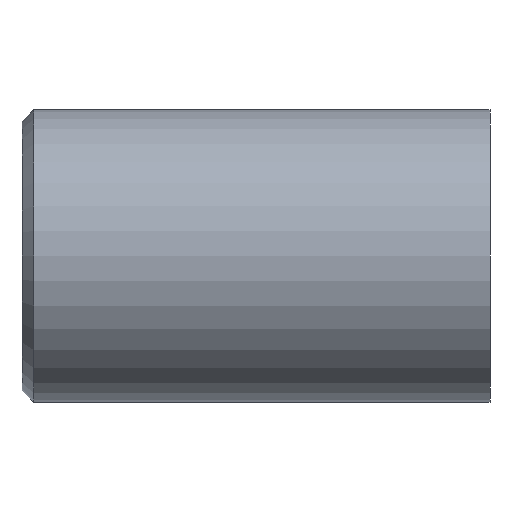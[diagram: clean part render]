
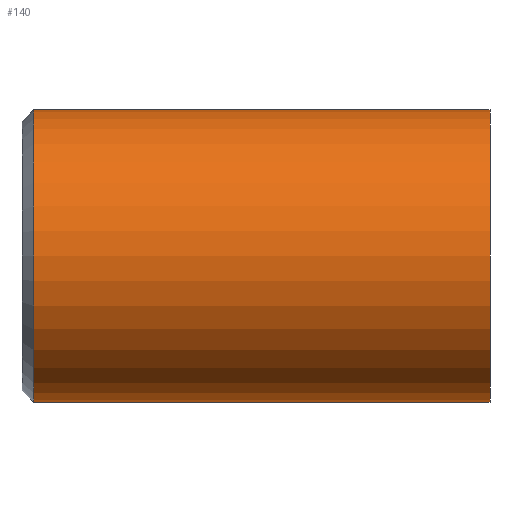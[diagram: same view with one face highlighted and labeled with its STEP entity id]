
A CAD part, left-side view. The second image highlights one B-rep face of the part: STEP entity #140.
In plain terms, the highlighted cylindrical face has radius 2.5 mm (diameter 5 mm), a partial arc.
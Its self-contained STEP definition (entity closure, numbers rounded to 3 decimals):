
#12 = CARTESIAN_POINT ( 'NONE',  ( 0., 7.8, 2.5 ) ) ;
#14 = VERTEX_POINT ( 'NONE', #104 ) ;
#44 = AXIS2_PLACEMENT_3D ( 'NONE', #294, #246, #276 ) ;
#46 = ORIENTED_EDGE ( 'NONE', *, *, #102, .T. ) ;
#49 = DIRECTION ( 'NONE',  ( 0., -1., 0. ) ) ;
#57 = CIRCLE ( 'NONE', #138, 2.5 ) ;
#61 = CARTESIAN_POINT ( 'NONE',  ( 0., 8., -2.5 ) ) ;
#71 = VERTEX_POINT ( 'NONE', #190 ) ;
#78 = VECTOR ( 'NONE', #296, 1000. ) ;
#92 = AXIS2_PLACEMENT_3D ( 'NONE', #245, #145, #107 ) ;
#102 = EDGE_CURVE ( 'NONE', #156, #14, #57, .T. ) ;
#104 = CARTESIAN_POINT ( 'NONE',  ( 0., 7.8, -2.5 ) ) ;
#106 = FACE_OUTER_BOUND ( 'NONE', #133, .T. ) ;
#107 = DIRECTION ( 'NONE',  ( 0., 0., -1. ) ) ;
#122 = CIRCLE ( 'NONE', #44, 2.5 ) ;
#124 = EDGE_CURVE ( 'NONE', #14, #71, #169, .T. ) ;
#127 = CARTESIAN_POINT ( 'NONE',  ( 0., 7.8, 0. ) ) ;
#133 = EDGE_LOOP ( 'NONE', ( #251, #46, #224, #220 ) ) ;
#138 = AXIS2_PLACEMENT_3D ( 'NONE', #127, #216, #266 ) ;
#140 = ADVANCED_FACE ( 'NONE', ( #106 ), #221, .T. ) ;
#145 = DIRECTION ( 'NONE',  ( 0., -1., 0. ) ) ;
#150 = CARTESIAN_POINT ( 'NONE',  ( 0., 0., 2.5 ) ) ;
#156 = VERTEX_POINT ( 'NONE', #12 ) ;
#169 = LINE ( 'NONE', #61, #78 ) ;
#190 = CARTESIAN_POINT ( 'NONE',  ( 0., 0., -2.5 ) ) ;
#200 = EDGE_CURVE ( 'NONE', #71, #228, #122, .T. ) ;
#206 = CARTESIAN_POINT ( 'NONE',  ( 0., 8., 2.5 ) ) ;
#216 = DIRECTION ( 'NONE',  ( 0., -1., 0. ) ) ;
#220 = ORIENTED_EDGE ( 'NONE', *, *, #200, .T. ) ;
#221 = CYLINDRICAL_SURFACE ( 'NONE', #92, 2.5 ) ;
#224 = ORIENTED_EDGE ( 'NONE', *, *, #124, .T. ) ;
#228 = VERTEX_POINT ( 'NONE', #150 ) ;
#238 = EDGE_CURVE ( 'NONE', #156, #228, #288, .T. ) ;
#245 = CARTESIAN_POINT ( 'NONE',  ( 0., 8., 0. ) ) ;
#246 = DIRECTION ( 'NONE',  ( 0., 1., 0. ) ) ;
#249 = VECTOR ( 'NONE', #49, 1000. ) ;
#251 = ORIENTED_EDGE ( 'NONE', *, *, #238, .F. ) ;
#266 = DIRECTION ( 'NONE',  ( 0., 0., 1. ) ) ;
#276 = DIRECTION ( 'NONE',  ( 0., 0., 1. ) ) ;
#288 = LINE ( 'NONE', #206, #249 ) ;
#294 = CARTESIAN_POINT ( 'NONE',  ( 0., 0., 0. ) ) ;
#296 = DIRECTION ( 'NONE',  ( 0., -1., 0. ) ) ;
